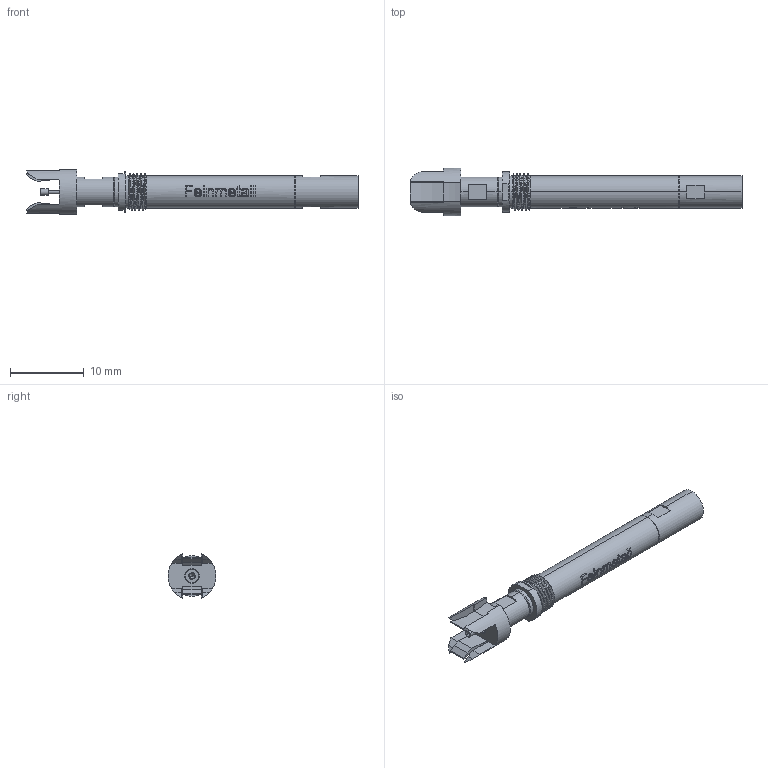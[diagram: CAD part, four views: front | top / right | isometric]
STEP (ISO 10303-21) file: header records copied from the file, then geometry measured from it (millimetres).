
FILE_DESCRIPTION (( 'STEP AP214' ), '1' );
FILE_NAME ('MOD-HF86005B0030GxxxM.STEP', '2022-05-12T12:18:28', ( '' ), ( '' ), 'SwSTEP 2.0', 'SolidWorks 2020', '' );
FILE_SCHEMA (( 'AUTOMOTIVE_DESIGN' ));
Length unit declared in the file: millimetre
Products named in the file (1): MOD-HF86005B0030GxxxM
Bounding box: 45 x 6.5 x 6 mm (x, y, z)
Volume: 633.7 mm3; surface area: 909.3 mm2
Topology: 1 solids, 1 shells, 296 faces, 767 edges, 500 vertices
Faces by surface type: plane 141, bspline 66, cylinder 62, cone 27
Entity records: 16416 total; most frequent: CARTESIAN_POINT 8142, ORIENTED_EDGE 1530, DIRECTION 1171, EDGE_CURVE 765, VERTEX_POINT 500, AXIS2_PLACEMENT_3D 433, EDGE_LOOP 325, VECTOR 305
